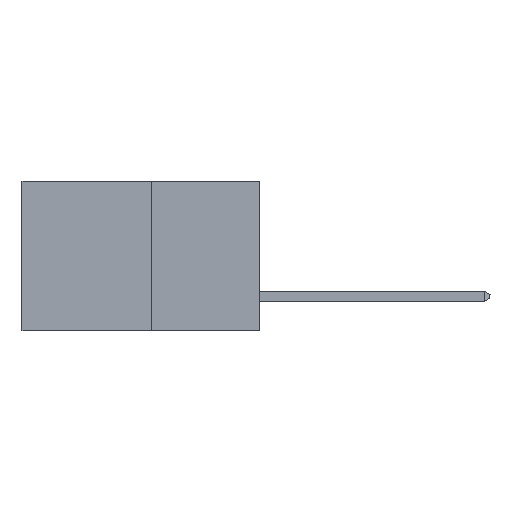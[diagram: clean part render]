
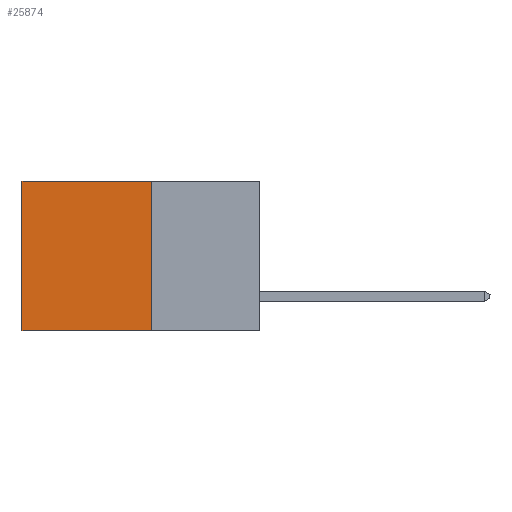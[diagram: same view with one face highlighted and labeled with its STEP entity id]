
A CAD part, left-side view. The second image highlights one B-rep face of the part: STEP entity #25874.
In plain terms, the highlighted planar face has unit normal (-1, 0, 0).
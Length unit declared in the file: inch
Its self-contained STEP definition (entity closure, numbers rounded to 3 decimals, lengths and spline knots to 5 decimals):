
#12 = EDGE_CURVE ( 'NONE', #17403, #18173, #28650, .T. ) ;
#915 = CARTESIAN_POINT ( 'NONE',  ( 0.277, 0.27, -0.37 ) ) ;
#1007 = ORIENTED_EDGE ( 'NONE', *, *, #6665, .T. ) ;
#1878 = CARTESIAN_POINT ( 'NONE',  ( 0.277, 0.27, 0. ) ) ;
#2420 = ORIENTED_EDGE ( 'NONE', *, *, #12, .T. ) ;
#3313 = EDGE_CURVE ( 'NONE', #5289, #18173, #7188, .T. ) ;
#3535 = DIRECTION ( 'NONE',  ( 0., 0., -1. ) ) ;
#4677 = DIRECTION ( 'NONE',  ( 0., 0., -1. ) ) ;
#5289 = VERTEX_POINT ( 'NONE', #14174 ) ;
#5573 = VECTOR ( 'NONE', #14303, 39.37008 ) ;
#6382 = VECTOR ( 'NONE', #13479, 39.37008 ) ;
#6665 = EDGE_CURVE ( 'NONE', #28282, #17403, #12495, .T. ) ;
#7188 = LINE ( 'NONE', #12572, #6382 ) ;
#7213 = PLANE ( 'NONE',  #9330 ) ;
#9330 = AXIS2_PLACEMENT_3D ( 'NONE', #22631, #15036, #32888 ) ;
#11376 = EDGE_LOOP ( 'NONE', ( #2420, #25375, #18963, #1007 ) ) ;
#12495 = LINE ( 'NONE', #14227, #5573 ) ;
#12572 = CARTESIAN_POINT ( 'NONE',  ( 0.277, 0.27, -0.37 ) ) ;
#13479 = DIRECTION ( 'NONE',  ( 0., 1., 0. ) ) ;
#14174 = CARTESIAN_POINT ( 'NONE',  ( 0.277, 0.27, -0.37 ) ) ;
#14227 = CARTESIAN_POINT ( 'NONE',  ( 0.277, 0.27, 0. ) ) ;
#14275 = VECTOR ( 'NONE', #4677, 39.37008 ) ;
#14303 = DIRECTION ( 'NONE',  ( 0., 1., 0. ) ) ;
#15036 = DIRECTION ( 'NONE',  ( 1., 0., 0. ) ) ;
#16930 = CARTESIAN_POINT ( 'NONE',  ( 0.277, 0.59, 0. ) ) ;
#17336 = CARTESIAN_POINT ( 'NONE',  ( 0.277, 0.59, -0.37 ) ) ;
#17403 = VERTEX_POINT ( 'NONE', #16930 ) ;
#17969 = FACE_OUTER_BOUND ( 'NONE', #11376, .T. ) ;
#18173 = VERTEX_POINT ( 'NONE', #17336 ) ;
#18963 = ORIENTED_EDGE ( 'NONE', *, *, #28728, .F. ) ;
#22631 = CARTESIAN_POINT ( 'NONE',  ( 0.277, 0.27, -0.37 ) ) ;
#23064 = VECTOR ( 'NONE', #3535, 39.37008 ) ;
#25375 = ORIENTED_EDGE ( 'NONE', *, *, #3313, .F. ) ;
#25874 = ADVANCED_FACE ( 'NONE', ( #17969 ), #7213, .F. ) ;
#28282 = VERTEX_POINT ( 'NONE', #1878 ) ;
#28650 = LINE ( 'NONE', #30682, #14275 ) ;
#28728 = EDGE_CURVE ( 'NONE', #28282, #5289, #30621, .T. ) ;
#30621 = LINE ( 'NONE', #915, #23064 ) ;
#30682 = CARTESIAN_POINT ( 'NONE',  ( 0.277, 0.59, -0.37 ) ) ;
#32888 = DIRECTION ( 'NONE',  ( 0., 0., -1. ) ) ;
